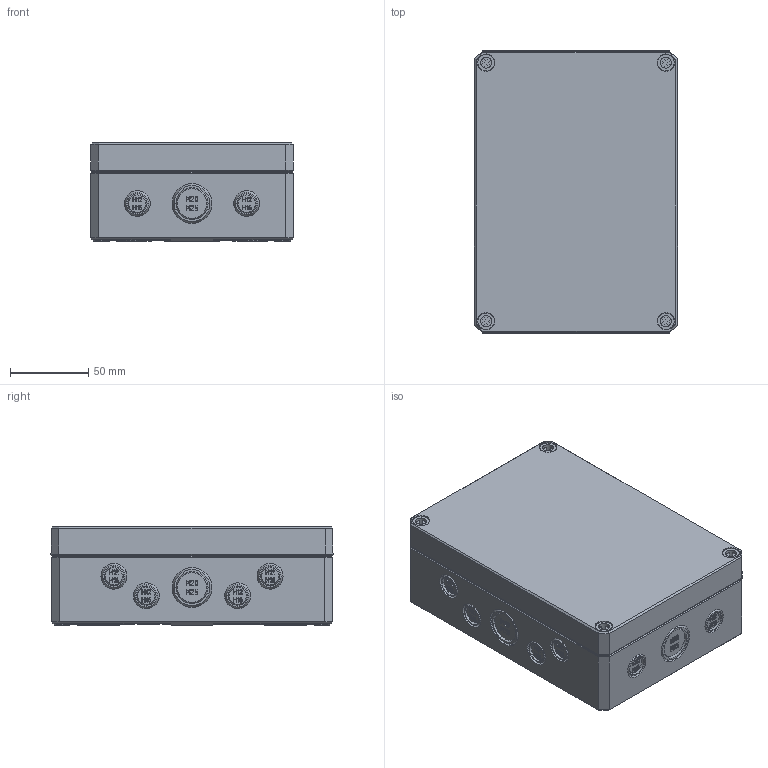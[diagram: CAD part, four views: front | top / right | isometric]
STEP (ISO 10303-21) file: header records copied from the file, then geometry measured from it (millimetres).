
FILE_DESCRIPTION(/* description */ (''),/* implementation_level */ '2;1');
FILE_NAME(/* name */ '0904108360 MBI 181306 MK.stp',/* time_stamp */ '2021-03-05T07:47:11+01:00',/* author */ ('alexander.rose'),/* organization */ (''),/* preprocessor_version */ 'ST-DEVELOPER v17.2',/* originating_system */ 'Autodesk Inventor 2019',/* authorisation */ '');
FILE_SCHEMA (('AUTOMOTIVE_DESIGN { 1 0 10303 214 3 1 1 }'));
Products named in the file (5): 0904108360 MBI 181306 MK; Dichtung_1813xx; -UT_181345 - M; 0903108391-OT_181318 Klar; Schraube _ M10 x 34 _ MBTK
Assembly tree (7 placements, depth 2):
  0904108360 MBI 181306 MK
    Dichtung_1813xx
    -UT_181345 - M
    0903108391-OT_181318 Klar
    Schraube _ M10 x 34 _ MBTK  x4
Bounding box: 130 x 180.49 x 62.8 mm (x, y, z)
Volume: 283167 mm3; surface area: 196755.3 mm2
Topology: 7 solids, 7 shells, 4047 faces, 10647 edges, 6905 vertices
Faces by surface type: plane 1620, bspline 1429, cylinder 378, torus 332, cone 272, sphere 16
Full cylindrical faces by diameter (mm): 4.5 x4, 5 x4, 5.8 x8, 6 x1, 7 x4, 8.376 x4, 10 x1, 10.5 x4
Entity records: 127290 total; most frequent: CARTESIAN_POINT 39394, ORIENTED_EDGE 20368, DIRECTION 14311, EDGE_CURVE 10184, VERTEX_POINT 6608, LINE 5307, VECTOR 5307, AXIS2_PLACEMENT_3D 4502
